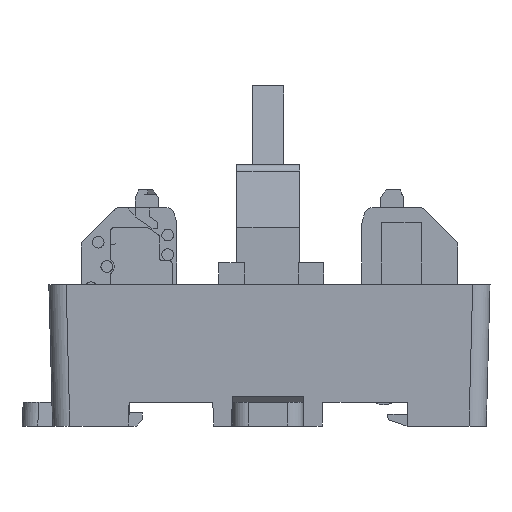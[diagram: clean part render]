
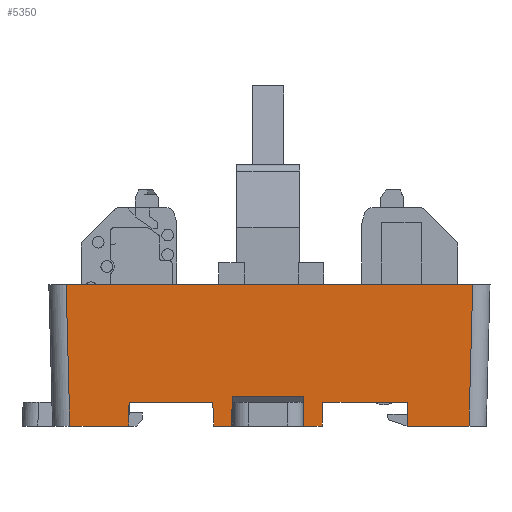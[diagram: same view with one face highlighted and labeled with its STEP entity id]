
A CAD part, left-side view. The second image highlights one B-rep face of the part: STEP entity #5350.
In plain terms, the highlighted planar face has unit normal (-1, 0, -0.026).
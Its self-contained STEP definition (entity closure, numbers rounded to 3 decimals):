
#2443=FACE_OUTER_BOUND('',#11925,.T.);
#5350=ADVANCED_FACE('',(#2443),#8278,.T.);
#8278=PLANE('',#60350);
#11925=EDGE_LOOP('',(#16038,#16039,#16040,#16041,#16042,#16043,#16044,#16045,
#16046,#16047,#16048,#16049,#16050,#16051,#16052,#16053));
#16038=ORIENTED_EDGE('',*,*,#38047,.F.);
#16039=ORIENTED_EDGE('',*,*,#38057,.T.);
#16040=ORIENTED_EDGE('',*,*,#38058,.T.);
#16041=ORIENTED_EDGE('',*,*,#37923,.T.);
#16042=ORIENTED_EDGE('',*,*,#38059,.T.);
#16043=ORIENTED_EDGE('',*,*,#38060,.T.);
#16044=ORIENTED_EDGE('',*,*,#37888,.T.);
#16045=ORIENTED_EDGE('',*,*,#38061,.F.);
#16046=ORIENTED_EDGE('',*,*,#37878,.T.);
#16047=ORIENTED_EDGE('',*,*,#38062,.T.);
#16048=ORIENTED_EDGE('',*,*,#38063,.F.);
#16049=ORIENTED_EDGE('',*,*,#37933,.T.);
#16050=ORIENTED_EDGE('',*,*,#38064,.F.);
#16051=ORIENTED_EDGE('',*,*,#38065,.T.);
#16052=ORIENTED_EDGE('',*,*,#38066,.F.);
#16053=ORIENTED_EDGE('',*,*,#38067,.T.);
#32296=VERTEX_POINT('',#80940);
#32297=VERTEX_POINT('',#80942);
#32306=VERTEX_POINT('',#80964);
#32307=VERTEX_POINT('',#80965);
#32340=VERTEX_POINT('',#81034);
#32341=VERTEX_POINT('',#81036);
#32350=VERTEX_POINT('',#81054);
#32351=VERTEX_POINT('',#81056);
#32445=VERTEX_POINT('',#81284);
#32446=VERTEX_POINT('',#81286);
#32451=VERTEX_POINT('',#81303);
#32452=VERTEX_POINT('',#81306);
#32453=VERTEX_POINT('',#81310);
#32454=VERTEX_POINT('',#81313);
#32455=VERTEX_POINT('',#81315);
#32456=VERTEX_POINT('',#81317);
#37878=EDGE_CURVE('',#32297,#32296,#46165,.T.);
#37888=EDGE_CURVE('',#32306,#32307,#46170,.T.);
#37923=EDGE_CURVE('',#32341,#32340,#46201,.T.);
#37933=EDGE_CURVE('',#32351,#32350,#46209,.T.);
#38047=EDGE_CURVE('',#32445,#32446,#46321,.T.);
#38057=EDGE_CURVE('',#32445,#32451,#46331,.T.);
#38058=EDGE_CURVE('',#32451,#32341,#46332,.T.);
#38059=EDGE_CURVE('',#32340,#32452,#46333,.T.);
#38060=EDGE_CURVE('',#32452,#32306,#46334,.T.);
#38061=EDGE_CURVE('',#32297,#32307,#46335,.T.);
#38062=EDGE_CURVE('',#32296,#32453,#46336,.T.);
#38063=EDGE_CURVE('',#32351,#32453,#46337,.T.);
#38064=EDGE_CURVE('',#32454,#32350,#46338,.T.);
#38065=EDGE_CURVE('',#32454,#32455,#46339,.T.);
#38066=EDGE_CURVE('',#32456,#32455,#46340,.T.);
#38067=EDGE_CURVE('',#32456,#32446,#46341,.T.);
#46165=LINE('',#80941,#53525);
#46170=LINE('',#80963,#53530);
#46201=LINE('',#81035,#53561);
#46209=LINE('',#81055,#53569);
#46321=LINE('',#81285,#53681);
#46331=LINE('',#81302,#53691);
#46332=LINE('',#81304,#53692);
#46333=LINE('',#81305,#53693);
#46334=LINE('',#81307,#53694);
#46335=LINE('',#81308,#53695);
#46336=LINE('',#81309,#53696);
#46337=LINE('',#81311,#53697);
#46338=LINE('',#81312,#53698);
#46339=LINE('',#81314,#53699);
#46340=LINE('',#81316,#53700);
#46341=LINE('',#81318,#53701);
#53525=VECTOR('',#64974,1.);
#53530=VECTOR('',#64995,1.);
#53561=VECTOR('',#65038,1.);
#53569=VECTOR('',#65050,1.);
#53681=VECTOR('',#65208,1.);
#53691=VECTOR('',#65222,1.);
#53692=VECTOR('',#65223,1.);
#53693=VECTOR('',#65224,1.);
#53694=VECTOR('',#65225,1.);
#53695=VECTOR('',#65226,1.);
#53696=VECTOR('',#65227,1.);
#53697=VECTOR('',#65228,1.);
#53698=VECTOR('',#65229,1.);
#53699=VECTOR('',#65230,1.);
#53700=VECTOR('',#65231,1.);
#53701=VECTOR('',#65232,1.);
#60350=AXIS2_PLACEMENT_3D('',#81319,#65233,#65234);
#64974=DIRECTION('',(0.026,-0.026,-0.999));
#64995=DIRECTION('',(-0.026,-0.026,0.999));
#65038=DIRECTION('',(0.,-1.,0.));
#65050=DIRECTION('',(0.,-1.,0.));
#65208=DIRECTION('',(-0.026,0.009,1.));
#65222=DIRECTION('',(0.,-1.,0.));
#65223=DIRECTION('',(-0.026,-0.035,0.999));
#65224=DIRECTION('',(0.026,-0.017,-1.));
#65225=DIRECTION('',(0.,-1.,0.));
#65226=DIRECTION('',(0.,-1.,0.));
#65227=DIRECTION('',(0.,-1.,0.));
#65228=DIRECTION('',(0.026,0.017,-1.));
#65229=DIRECTION('',(-0.026,0.035,0.999));
#65230=DIRECTION('',(0.,-1.,0.));
#65231=DIRECTION('',(0.026,0.009,-1.));
#65232=DIRECTION('',(0.,-1.,0.));
#65233=DIRECTION('',(-1.,0.,-0.026));
#65234=DIRECTION('',(-0.026,0.,1.));
#80940=CARTESIAN_POINT('',(267.776,14.625,-16.));
#80941=CARTESIAN_POINT('',(267.322,15.079,1.34));
#80942=CARTESIAN_POINT('',(267.304,15.096,2.));
#80963=CARTESIAN_POINT('',(267.322,-36.588,1.34));
#80964=CARTESIAN_POINT('',(267.776,-36.134,-16.));
#80965=CARTESIAN_POINT('',(267.304,-36.605,2.));
#81034=CARTESIAN_POINT('',(267.697,-28.305,-13.));
#81035=CARTESIAN_POINT('',(267.697,-10.555,-13.));
#81036=CARTESIAN_POINT('',(267.697,-17.555,-13.));
#81054=CARTESIAN_POINT('',(267.697,-3.555,-13.));
#81055=CARTESIAN_POINT('',(267.697,-10.555,-13.));
#81056=CARTESIAN_POINT('',(267.697,7.095,-13.));
#81284=CARTESIAN_POINT('',(267.776,-15.131,-16.));
#81285=CARTESIAN_POINT('',(267.304,-14.974,2.032));
#81286=CARTESIAN_POINT('',(267.678,-15.098,-12.274));
#81302=CARTESIAN_POINT('',(267.776,-10.555,-16.));
#81303=CARTESIAN_POINT('',(267.776,-17.45,-16.));
#81304=CARTESIAN_POINT('',(267.311,-18.07,1.753));
#81305=CARTESIAN_POINT('',(267.297,-28.038,2.294));
#81306=CARTESIAN_POINT('',(267.776,-28.357,-16.));
#81307=CARTESIAN_POINT('',(267.776,-11.055,-16.));
#81308=CARTESIAN_POINT('',(267.304,-11.055,2.));
#81309=CARTESIAN_POINT('',(267.776,-10.555,-16.));
#81310=CARTESIAN_POINT('',(267.776,7.148,-16.));
#81311=CARTESIAN_POINT('',(267.729,7.116,-14.204));
#81312=CARTESIAN_POINT('',(267.729,-3.597,-14.202));
#81313=CARTESIAN_POINT('',(267.776,-3.659,-16.));
#81314=CARTESIAN_POINT('',(267.776,-10.555,-16.));
#81315=CARTESIAN_POINT('',(267.776,-5.979,-16.));
#81316=CARTESIAN_POINT('',(267.303,-6.136,2.04));
#81317=CARTESIAN_POINT('',(267.678,-6.011,-12.274));
#81318=CARTESIAN_POINT('',(267.678,-220.,-12.274));
#81319=CARTESIAN_POINT('',(267.304,-11.055,1.997));
